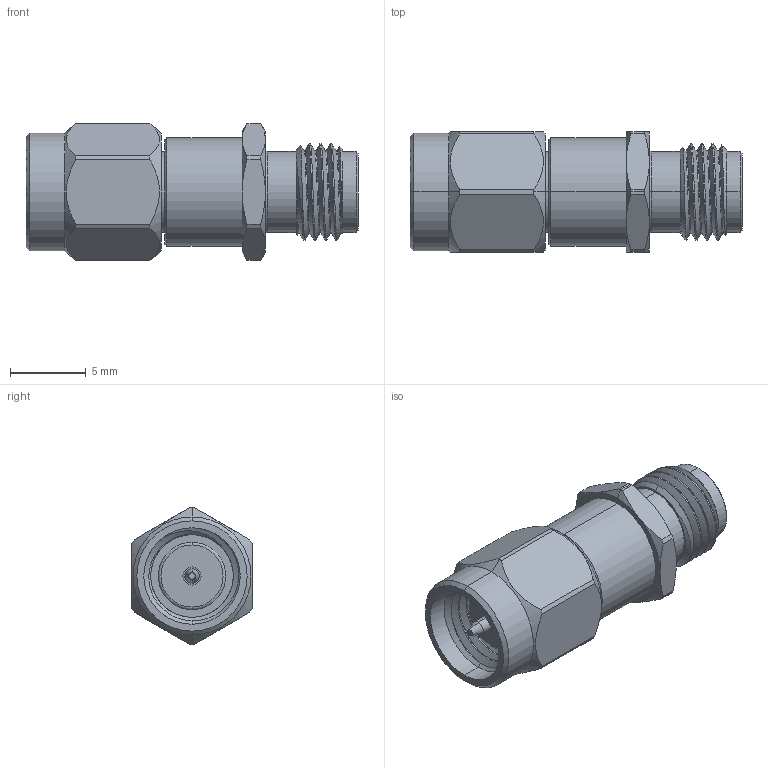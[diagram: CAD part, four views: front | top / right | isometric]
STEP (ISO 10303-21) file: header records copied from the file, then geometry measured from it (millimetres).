
FILE_DESCRIPTION (( 'STEP AP203' ), '1' );
FILE_NAME ('SA26B-06.step', '2018-11-30T00:17:06', ( '' ), ( '' ), 'SwSTEP 2.0', 'SolidWorks 2017', '' );
FILE_SCHEMA (( 'CONFIG_CONTROL_DESIGN' ));
Length unit declared in the file: inch
Products named in the file (1): SA26B-06
Bounding box: 21.84 x 7.94 x 8.99 mm (x, y, z)
Volume: 798.4 mm3; surface area: 1133.9 mm2
Topology: 4 solids, 4 shells, 162 faces, 377 edges, 238 vertices
Faces by surface type: cylinder 75, cone 39, plane 36, bspline 6, torus 4, sphere 2
Entity records: 6599 total; most frequent: CARTESIAN_POINT 2963, DIRECTION 748, ORIENTED_EDGE 746, EDGE_CURVE 373, AXIS2_PLACEMENT_3D 319, VERTEX_POINT 236, EDGE_LOOP 183, FACE_OUTER_BOUND 162
